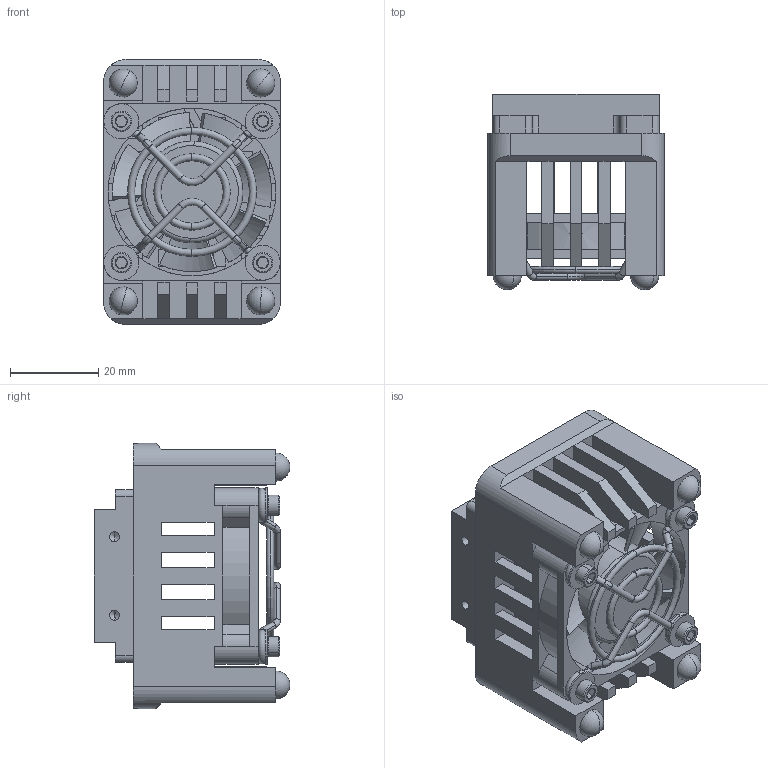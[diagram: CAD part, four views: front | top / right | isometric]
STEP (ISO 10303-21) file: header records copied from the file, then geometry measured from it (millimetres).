
FILE_DESCRIPTION (( 'STEP AP214' ), '1' );
FILE_NAME ('UA-15-S5-1, DF.STEP', '2025-10-08T20:03:30', ( '' ), ( '' ), 'SwSTEP 2.0', 'SolidWorks 2021', '' );
FILE_SCHEMA (( 'AUTOMOTIVE_DESIGN' ));
Length unit declared in the file: inch
Products named in the file (1): UA-15-S5-1, DF
Bounding box: 40 x 44.29 x 60 mm (x, y, z)
Volume: 50029.7 mm3; surface area: 29177.1 mm2
Topology: 9 solids, 9 shells, 898 faces, 2288 edges, 1424 vertices
Faces by surface type: plane 415, cylinder 265, cone 106, torus 64, bspline 40, sphere 8
Entity records: 47240 total; most frequent: CARTESIAN_POINT 14206, ORIENTED_EDGE 4528, DIRECTION 4339, EDGE_CURVE 2264, AXIS2_PLACEMENT_3D 1573, VERTEX_POINT 1424, VECTOR 1193, LINE 1193
